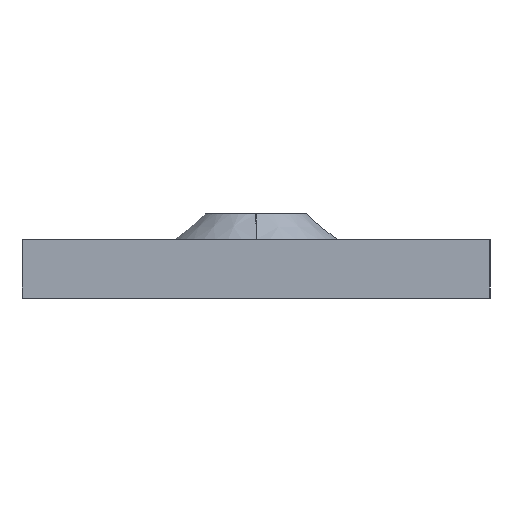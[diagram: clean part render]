
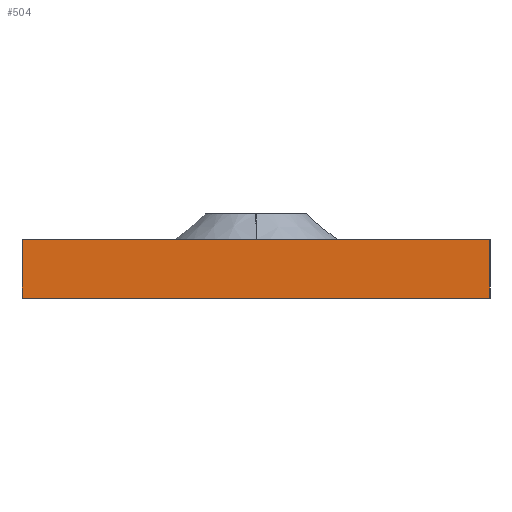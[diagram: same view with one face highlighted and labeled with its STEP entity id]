
A CAD part, left-side view. The second image highlights one B-rep face of the part: STEP entity #504.
In plain terms, the highlighted planar face has unit normal (-1, 0, 0).
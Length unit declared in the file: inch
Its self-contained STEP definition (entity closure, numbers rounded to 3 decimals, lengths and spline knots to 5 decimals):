
#6 = VERTEX_POINT ( 'NONE', #77 ) ;
#22 = LINE ( 'NONE', #374, #40 ) ;
#28 = EDGE_CURVE ( 'NONE', #119, #304, #117, .T. ) ;
#35 = DIRECTION ( 'NONE',  ( 0., -1., 0. ) ) ;
#40 = VECTOR ( 'NONE', #367, 39.37008 ) ;
#56 = DIRECTION ( 'NONE',  ( 0., 0., 1. ) ) ;
#63 = CARTESIAN_POINT ( 'NONE',  ( -6.75, -0.75, 0. ) ) ;
#77 = CARTESIAN_POINT ( 'NONE',  ( -6.75, 0.75, 0. ) ) ;
#94 = DIRECTION ( 'NONE',  ( 0., 0., -1. ) ) ;
#106 = EDGE_CURVE ( 'NONE', #634, #6, #22, .T. ) ;
#117 = LINE ( 'NONE', #430, #444 ) ;
#119 = VERTEX_POINT ( 'NONE', #151 ) ;
#146 = VECTOR ( 'NONE', #56, 39.37008 ) ;
#151 = CARTESIAN_POINT ( 'NONE',  ( -6.75, 0.75, 0.188 ) ) ;
#156 = DIRECTION ( 'NONE',  ( 1., 0., 0. ) ) ;
#183 = LINE ( 'NONE', #596, #146 ) ;
#198 = CARTESIAN_POINT ( 'NONE',  ( -6.75, 0.75, 0.188 ) ) ;
#202 = EDGE_CURVE ( 'NONE', #634, #304, #183, .T. ) ;
#268 = LINE ( 'NONE', #383, #290 ) ;
#285 = CARTESIAN_POINT ( 'NONE',  ( -6.75, -0.75, 0.188 ) ) ;
#290 = VECTOR ( 'NONE', #94, 39.37008 ) ;
#292 = ORIENTED_EDGE ( 'NONE', *, *, #380, .T. ) ;
#304 = VERTEX_POINT ( 'NONE', #285 ) ;
#340 = AXIS2_PLACEMENT_3D ( 'NONE', #198, #156, #540 ) ;
#355 = ORIENTED_EDGE ( 'NONE', *, *, #28, .F. ) ;
#365 = ORIENTED_EDGE ( 'NONE', *, *, #106, .F. ) ;
#367 = DIRECTION ( 'NONE',  ( 0., 1., 0. ) ) ;
#374 = CARTESIAN_POINT ( 'NONE',  ( -6.75, 0.75, 0. ) ) ;
#380 = EDGE_CURVE ( 'NONE', #119, #6, #268, .T. ) ;
#383 = CARTESIAN_POINT ( 'NONE',  ( -6.75, 0.75, 0.188 ) ) ;
#429 = FACE_OUTER_BOUND ( 'NONE', #559, .T. ) ;
#430 = CARTESIAN_POINT ( 'NONE',  ( -6.75, -0.75, 0.188 ) ) ;
#444 = VECTOR ( 'NONE', #35, 39.37008 ) ;
#504 = ADVANCED_FACE ( 'NONE', ( #429 ), #635, .F. ) ;
#540 = DIRECTION ( 'NONE',  ( 0., 0., -1. ) ) ;
#553 = ORIENTED_EDGE ( 'NONE', *, *, #202, .T. ) ;
#559 = EDGE_LOOP ( 'NONE', ( #553, #355, #292, #365 ) ) ;
#596 = CARTESIAN_POINT ( 'NONE',  ( -6.75, -0.75, 0.188 ) ) ;
#634 = VERTEX_POINT ( 'NONE', #63 ) ;
#635 = PLANE ( 'NONE',  #340 ) ;
